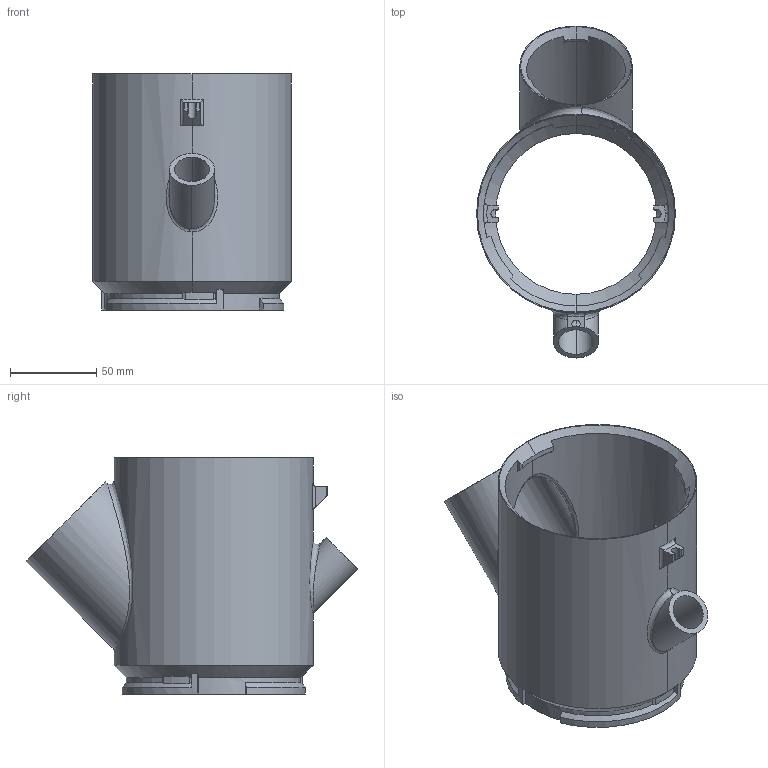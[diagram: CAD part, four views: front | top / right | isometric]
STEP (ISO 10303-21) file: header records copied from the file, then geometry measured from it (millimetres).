
FILE_DESCRIPTION (( 'STEP AP203' ), '1' );
FILE_NAME ('Filling_Module_mod_01.STEP', '2020-11-29T12:41:20', ( '' ), ( '' ), '', '', '' );
FILE_SCHEMA (( 'CONFIG_CONTROL_DESIGN' ));
Length unit declared in the file: millimetre
Products named in the file (1): Filling_Module_mod_01
Bounding box: 115 x 191.98 x 136.5 mm (x, y, z)
Volume: 219028.8 mm3; surface area: 112605.2 mm2
Topology: 1 solids, 1 shells, 155 faces, 444 edges, 291 vertices
Faces by surface type: plane 61, cylinder 59, cone 25, bspline 6, torus 4
Entity records: 7509 total; most frequent: CARTESIAN_POINT 3432, ORIENTED_EDGE 888, DIRECTION 799, EDGE_CURVE 444, AXIS2_PLACEMENT_3D 295, VERTEX_POINT 291, LINE 209, VECTOR 209
